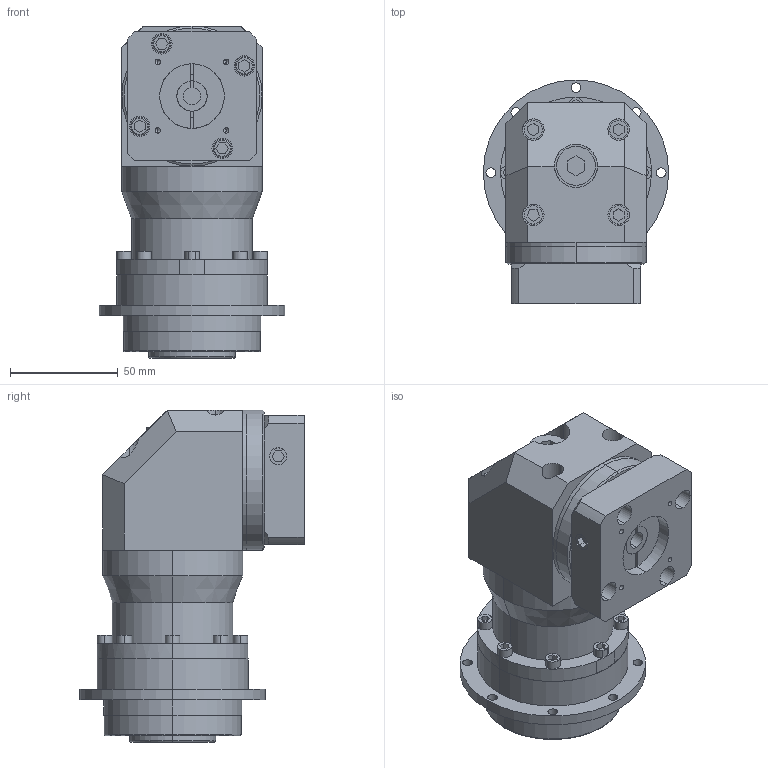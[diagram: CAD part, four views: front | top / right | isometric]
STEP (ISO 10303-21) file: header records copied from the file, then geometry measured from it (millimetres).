
FILE_DESCRIPTION (( 'STEP AP214' ), '1' );
FILE_NAME ('VGZH64双级模型（8-25 30-3 4-3.5-45）.STEP', '2018-06-23T08:39:03', ( 'Windows' ), ( 'Microsoft' ), 'SwSTEP 2.0', 'SolidWorks 2016', '' );
FILE_SCHEMA (( 'AUTOMOTIVE_DESIGN' ));
Length unit declared in the file: millimetre
Products named in the file (1): VGZH64双级模型（8-25 30-3 4-3.5-45）
Bounding box: 86 x 104 x 154 mm (x, y, z)
Volume: 593871.4 mm3; surface area: 84726.3 mm2
Topology: 5 solids, 5 shells, 441 faces, 1064 edges, 666 vertices
Faces by surface type: plane 231, cylinder 158, cone 38, torus 14
Entity records: 13064 total; most frequent: DIRECTION 2270, CARTESIAN_POINT 2211, ORIENTED_EDGE 2068, EDGE_CURVE 1034, AXIS2_PLACEMENT_3D 817, VERTEX_POINT 666, LINE 636, VECTOR 636
